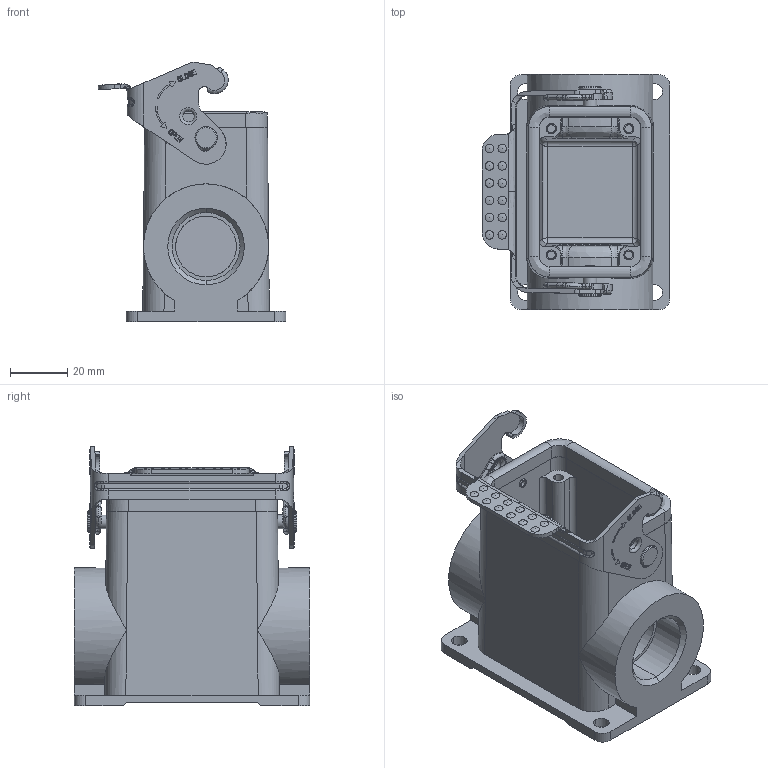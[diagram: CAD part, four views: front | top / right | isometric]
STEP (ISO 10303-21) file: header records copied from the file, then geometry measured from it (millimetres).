
FILE_DESCRIPTION(/* description */ (''),/* implementation_level */ '2;1');
FILE_NAME(/* name */ 'H6B-SFH-1L-XXX.stp',/* time_stamp */ '2022-09-04T09:11:57+08:00',/* author */ (''),/* organization */ (''),/* preprocessor_version */ 'ST-DEVELOPER v16',/* originating_system */ 'SIEMENS PLM Software NX 10.0',/* authorisation */ '');
FILE_SCHEMA (('AUTOMOTIVE_DESIGN { 1 0 10303 214 3 1 1 1 }'));
Products named in the file (1): Admi14A87516cpg5
Bounding box: 65.38 x 82 x 90.48 mm (x, y, z)
Surface area: 47209.8 mm2 (no closed solid volume)
Topology: 0 solids, 853 shells, 853 faces, 4322 edges, 4262 vertices
Faces by surface type: plane 360, cylinder 283, torus 104, bspline 64, extrusion 28, cone 14
Full cylindrical faces by diameter (mm): 2 x12, 2.3 x2, 3 x2, 4 x2, 4.8 x2, 5 x2, 7 x2, 7.8 x2
Entity records: 60138 total; most frequent: CARTESIAN_POINT 21290, DIRECTION 6308, VERTEX_POINT 4234, ORIENTED_EDGE 4222, EDGE_CURVE 4222, VECTOR 2192, LINE 2164, AXIS2_PLACEMENT_3D 2058
